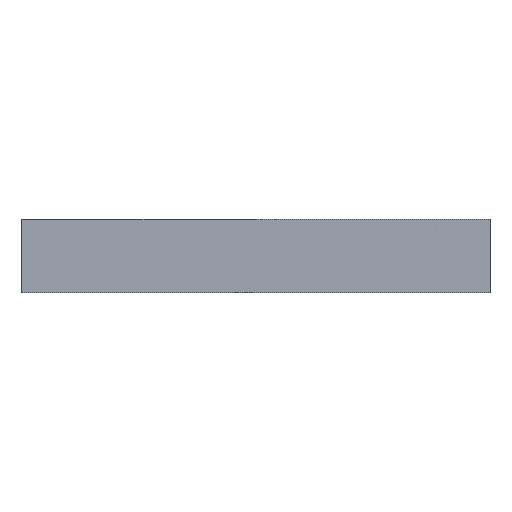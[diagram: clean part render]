
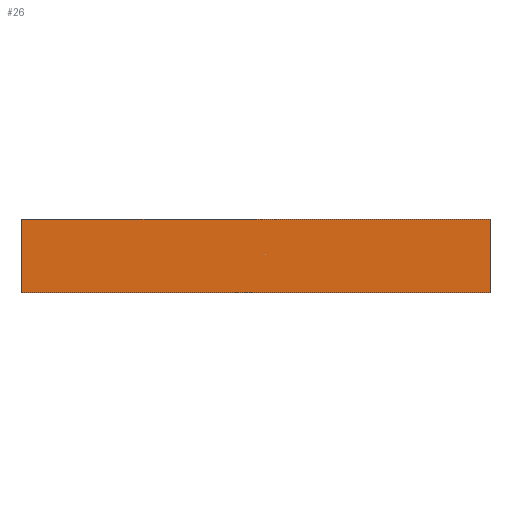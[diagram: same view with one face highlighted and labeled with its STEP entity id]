
A CAD part, front view. The second image highlights one B-rep face of the part: STEP entity #26.
In plain terms, the highlighted planar face has unit normal (0, -1, 0).
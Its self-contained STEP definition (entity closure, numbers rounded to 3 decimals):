
#26 = ADVANCED_FACE ( 'NONE', ( #1088 ), #538, .F. ) ;
#47 = VECTOR ( 'NONE', #482, 1000. ) ;
#79 = VECTOR ( 'NONE', #382, 1000. ) ;
#80 = LINE ( 'NONE', #386, #79 ) ;
#95 = VECTOR ( 'NONE', #629, 1000. ) ;
#96 = LINE ( 'NONE', #663, #95 ) ;
#104 = LINE ( 'NONE', #620, #47 ) ;
#132 = LINE ( 'NONE', #655, #144 ) ;
#144 = VECTOR ( 'NONE', #616, 1000. ) ;
#191 = EDGE_CURVE ( 'NONE', #556, #717, #132, .T. ) ;
#196 = EDGE_CURVE ( 'NONE', #584, #717, #104, .T. ) ;
#242 = EDGE_CURVE ( 'NONE', #413, #556, #96, .T. ) ;
#249 = EDGE_CURVE ( 'NONE', #413, #584, #80, .T. ) ;
#288 = AXIS2_PLACEMENT_3D ( 'NONE', #539, #540, #543 ) ;
#382 = DIRECTION ( 'NONE',  ( 0., 0., -1. ) ) ;
#386 = CARTESIAN_POINT ( 'NONE',  ( 0., 0., 12. ) ) ;
#413 = VERTEX_POINT ( 'NONE', #711 ) ;
#482 = DIRECTION ( 'NONE',  ( 1., 0., 0. ) ) ;
#504 = CARTESIAN_POINT ( 'NONE',  ( 76., 0., 12. ) ) ;
#538 = PLANE ( 'NONE',  #288 ) ;
#539 = CARTESIAN_POINT ( 'NONE',  ( 0., 0., 12. ) ) ;
#540 = DIRECTION ( 'NONE',  ( 0., 1., 0. ) ) ;
#543 = DIRECTION ( 'NONE',  ( 0., 0., 1. ) ) ;
#556 = VERTEX_POINT ( 'NONE', #504 ) ;
#584 = VERTEX_POINT ( 'NONE', #718 ) ;
#616 = DIRECTION ( 'NONE',  ( 0., 0., -1. ) ) ;
#620 = CARTESIAN_POINT ( 'NONE',  ( 0., 0., 0. ) ) ;
#629 = DIRECTION ( 'NONE',  ( 1., 0., 0. ) ) ;
#655 = CARTESIAN_POINT ( 'NONE',  ( 76., 0., 12. ) ) ;
#663 = CARTESIAN_POINT ( 'NONE',  ( 0., 0., 12. ) ) ;
#711 = CARTESIAN_POINT ( 'NONE',  ( 0., 0., 12. ) ) ;
#717 = VERTEX_POINT ( 'NONE', #811 ) ;
#718 = CARTESIAN_POINT ( 'NONE',  ( 0., 0., 0. ) ) ;
#811 = CARTESIAN_POINT ( 'NONE',  ( 76., 0., 0. ) ) ;
#870 = ORIENTED_EDGE ( 'NONE', *, *, #196, .T. ) ;
#873 = EDGE_LOOP ( 'NONE', ( #870, #1001, #1016, #1048 ) ) ;
#1001 = ORIENTED_EDGE ( 'NONE', *, *, #191, .F. ) ;
#1016 = ORIENTED_EDGE ( 'NONE', *, *, #242, .F. ) ;
#1048 = ORIENTED_EDGE ( 'NONE', *, *, #249, .T. ) ;
#1088 = FACE_OUTER_BOUND ( 'NONE', #873, .T. ) ;
